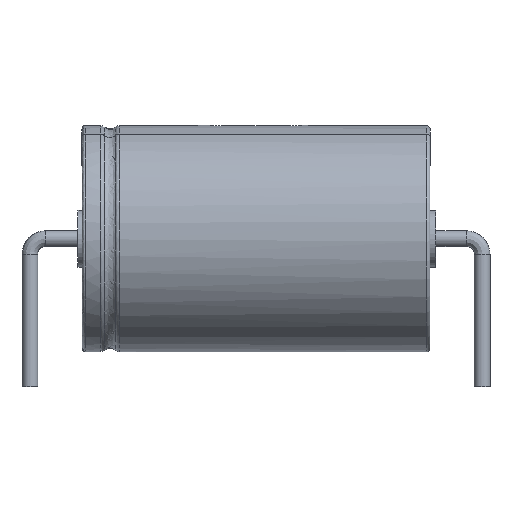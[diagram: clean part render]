
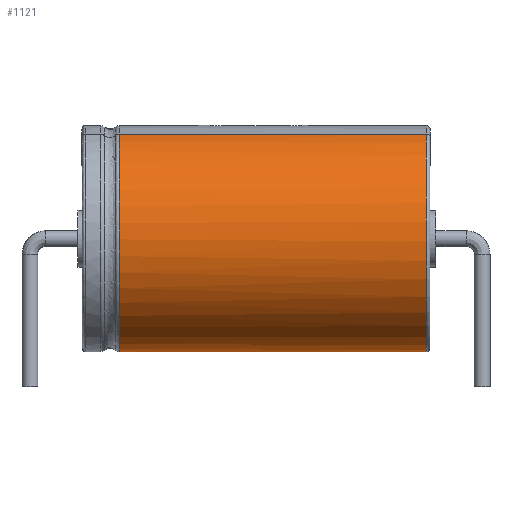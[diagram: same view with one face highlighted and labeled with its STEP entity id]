
A CAD part, front view. The second image highlights one B-rep face of the part: STEP entity #1121.
In plain terms, the highlighted cylindrical face has radius 6.5 mm (diameter 13 mm), a partial arc.
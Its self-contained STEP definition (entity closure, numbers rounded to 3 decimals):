
#453=VERTEX_POINT('',#454);
#454=CARTESIAN_POINT('',(22.8,-2.487,12.505));
#460=EDGE_CURVE('',#461,#453,#463,.T.);
#461=VERTEX_POINT('',#462);
#462=CARTESIAN_POINT('',(5.135,-2.487,12.505));
#463=LINE('',#464,#465);
#464=CARTESIAN_POINT('',(5.,-2.487,12.505));
#465=VECTOR('',#466,1.);
#466=DIRECTION('',(1.,0.,0.));
#523=DIRECTION('',(-1.,0.,0.));
#615=VERTEX_POINT('',#616);
#616=CARTESIAN_POINT('',(22.8,2.487,12.505));
#620=DIRECTION('',(0.,0.383,0.924));
#621=ORIENTED_EDGE('',*,*,#622,.F.);
#622=EDGE_CURVE('',#623,#615,#625,.T.);
#623=VERTEX_POINT('',#624);
#624=CARTESIAN_POINT('',(5.135,2.487,12.505));
#625=LINE('',#626,#465);
#626=CARTESIAN_POINT('',(5.,2.487,12.505));
#1047=ORIENTED_EDGE('',*,*,#1048,.T.);
#1048=EDGE_CURVE('',#623,#461,#1049,.T.);
#1049=B_SPLINE_CURVE_WITH_KNOTS('',12,(#1050,#1051,#1052,#1053,#1054,#1055,#1056,#1057,#1058,#1059,#1060,#1061,#1062,#1063,#1064,#1065,#1066,#1067,#1068,#1069,#1070,#1071,#1072,#1073,#1074,#1075,#1076,#1077,#1078,#1079,#1080,#1081,#1082,#1083,#1084),.UNSPECIFIED.,.F.,.F.,(13,11,11,13),(-1.523,0.,35.736,37.258),.UNSPECIFIED.);
#1050=CARTESIAN_POINT('',(5.135,1.081,13.088));
#1051=CARTESIAN_POINT('',(5.135,1.199,13.039));
#1052=CARTESIAN_POINT('',(5.135,1.317,12.99));
#1053=CARTESIAN_POINT('',(5.135,1.434,12.941));
#1054=CARTESIAN_POINT('',(5.135,1.552,12.893));
#1055=CARTESIAN_POINT('',(5.135,1.669,12.844));
#1056=CARTESIAN_POINT('',(5.135,1.787,12.795));
#1057=CARTESIAN_POINT('',(5.135,1.904,12.747));
#1058=CARTESIAN_POINT('',(5.135,2.021,12.698));
#1059=CARTESIAN_POINT('',(5.135,2.138,12.65));
#1060=CARTESIAN_POINT('',(5.135,2.254,12.602));
#1061=CARTESIAN_POINT('',(5.135,2.371,12.553));
#1062=CARTESIAN_POINT('',(5.135,5.22,11.373));
#1063=CARTESIAN_POINT('',(5.135,7.432,8.868));
#1064=CARTESIAN_POINT('',(5.135,8.308,5.251));
#1065=CARTESIAN_POINT('',(5.135,7.168,1.372));
#1066=CARTESIAN_POINT('',(5.135,4.323,-1.515));
#1067=CARTESIAN_POINT('',(5.135,0.,-2.963));
#1068=CARTESIAN_POINT('',(5.135,-4.323,-1.515));
#1069=CARTESIAN_POINT('',(5.135,-7.168,1.372));
#1070=CARTESIAN_POINT('',(5.135,-8.308,5.251));
#1071=CARTESIAN_POINT('',(5.135,-7.432,8.868));
#1072=CARTESIAN_POINT('',(5.135,-5.22,11.373));
#1073=CARTESIAN_POINT('',(5.135,-2.371,12.553));
#1074=CARTESIAN_POINT('',(5.135,-2.254,12.602));
#1075=CARTESIAN_POINT('',(5.135,-2.138,12.65));
#1076=CARTESIAN_POINT('',(5.135,-2.021,12.698));
#1077=CARTESIAN_POINT('',(5.135,-1.904,12.747));
#1078=CARTESIAN_POINT('',(5.135,-1.787,12.795));
#1079=CARTESIAN_POINT('',(5.135,-1.669,12.844));
#1080=CARTESIAN_POINT('',(5.135,-1.552,12.893));
#1081=CARTESIAN_POINT('',(5.135,-1.434,12.941));
#1082=CARTESIAN_POINT('',(5.135,-1.317,12.99));
#1083=CARTESIAN_POINT('',(5.135,-1.199,13.039));
#1084=CARTESIAN_POINT('',(5.135,-1.081,13.088));
#1121=ADVANCED_FACE('',(#1122),#1130,.T.);
#1122=FACE_BOUND('',#1123,.F.);
#1123=EDGE_LOOP('',(#621,#1047,#1124,#1125));
#1124=ORIENTED_EDGE('',*,*,#460,.T.);
#1125=ORIENTED_EDGE('',*,*,#1126,.F.);
#1126=EDGE_CURVE('',#615,#453,#1127,.T.);
#1127=CIRCLE('',#1128,6.5);
#1128=AXIS2_PLACEMENT_3D('',#1129,#523,#620);
#1129=CARTESIAN_POINT('',(22.8,0.,6.5));
#1130=CYLINDRICAL_SURFACE('',#1131,6.5);
#1131=AXIS2_PLACEMENT_3D('',#1132,#466,#620);
#1132=CARTESIAN_POINT('',(5.,0.,6.5));
